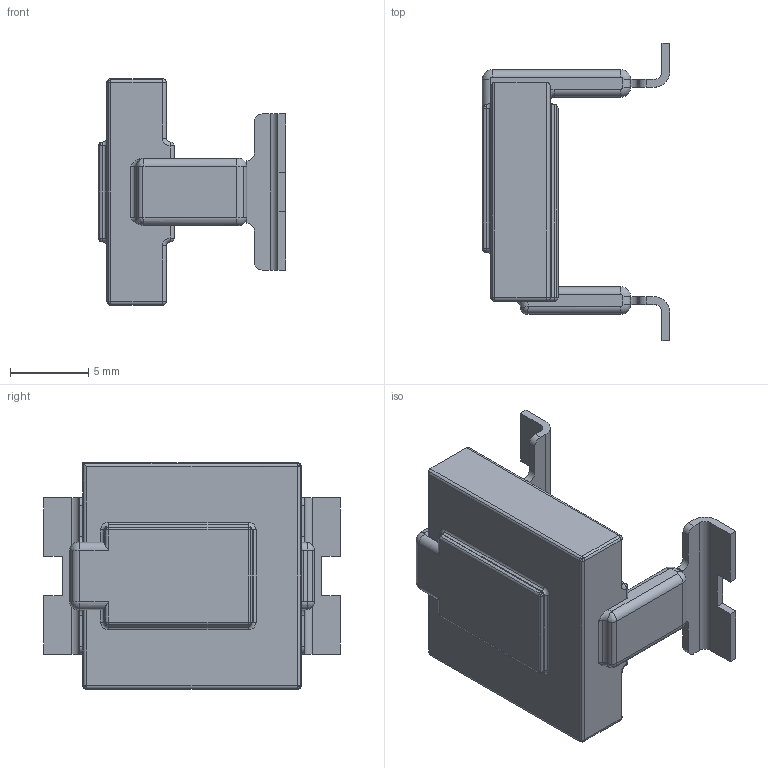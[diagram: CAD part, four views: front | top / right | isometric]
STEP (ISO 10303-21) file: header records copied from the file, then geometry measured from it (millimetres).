
FILE_DESCRIPTION (( 'STEP AP214' ), '1' );
FILE_NAME ('PTVS10-076C-SH.STEP', '2021-06-21T14:44:53', ( '' ), ( '' ), 'SwSTEP 2.0', 'SolidWorks 2021', '' );
FILE_SCHEMA (( 'AUTOMOTIVE_DESIGN' ));
Length unit declared in the file: millimetre
Products named in the file (1): PTVS10-076C-SH
Bounding box: 12 x 19 x 14.5 mm (x, y, z)
Volume: 978.2 mm3; surface area: 943.2 mm2
Topology: 3 solids, 3 shells, 213 faces, 522 edges, 308 vertices
Faces by surface type: cylinder 105, plane 53, sphere 33, torus 20, bspline 2
Entity records: 6486 total; most frequent: CARTESIAN_POINT 1326, DIRECTION 1156, ORIENTED_EDGE 1030, EDGE_CURVE 515, AXIS2_PLACEMENT_3D 456, VERTEX_POINT 308, LINE 244, CIRCLE 244
